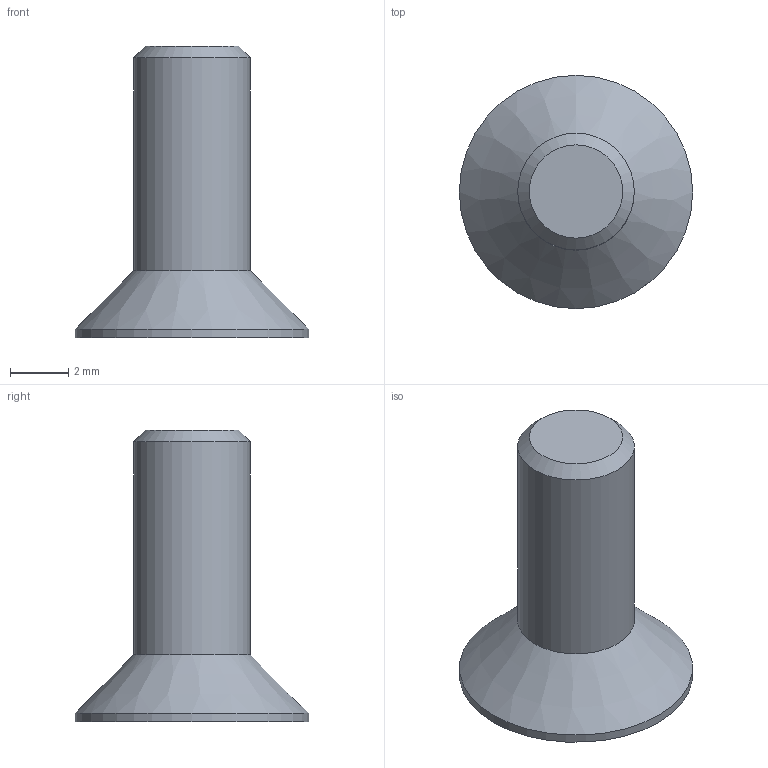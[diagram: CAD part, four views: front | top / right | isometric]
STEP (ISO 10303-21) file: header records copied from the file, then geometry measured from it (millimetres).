
FILE_DESCRIPTION (( 'STEP AP203' ), '1' );
FILE_NAME ('58313-V4A-10.step', '2019-12-20T08:10:23', ( '' ), ( '' ), 'SwSTEP 2.0', 'SolidWorks 2015', '' );
FILE_SCHEMA (( 'CONFIG_CONTROL_DESIGN' ));
Length unit declared in the file: millimetre
Products named in the file (2): 58313-V4A-10
Bounding box: 8 x 8 x 10 mm (x, y, z)
Volume: 152.7 mm3; surface area: 239.4 mm2
Topology: 1 solids, 21 shells, 294 faces, 716 edges, 474 vertices
Faces by surface type: plane 131, bspline 110, cone 51, cylinder 2
Full cylindrical faces by diameter (mm): 4 x1, 8 x1
Entity records: 14224 total; most frequent: CARTESIAN_POINT 8558, ORIENTED_EDGE 1420, EDGE_CURVE 710, DIRECTION 605, VERTEX_POINT 471, B_SPLINE_CURVE_WITH_KNOTS 449, EDGE_LOOP 307, FACE_OUTER_BOUND 276
